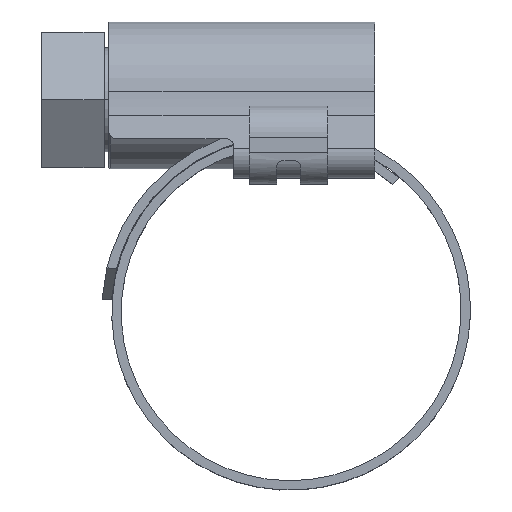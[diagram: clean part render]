
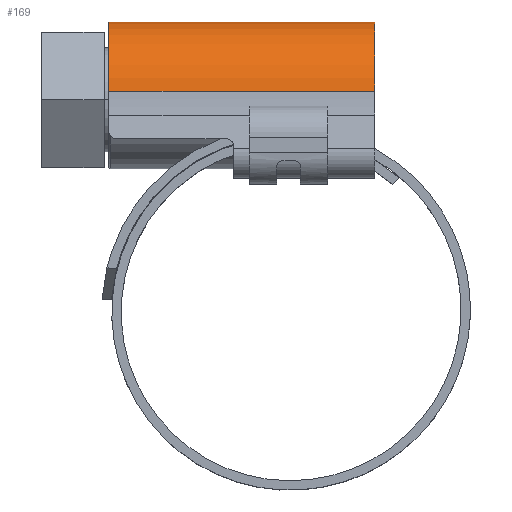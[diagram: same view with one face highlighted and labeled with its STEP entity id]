
A CAD part, top view. The second image highlights one B-rep face of the part: STEP entity #169.
In plain terms, the highlighted cylindrical face has radius 5 mm (diameter 10 mm), a partial arc.
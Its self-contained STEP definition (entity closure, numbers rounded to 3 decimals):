
#10 = VERTEX_POINT ( 'NONE', #3198 ) ;
#20 = ORIENTED_EDGE ( 'NONE', *, *, #889, .F. ) ;
#90 = AXIS2_PLACEMENT_3D ( 'NONE', #1961, #2304, #208 ) ;
#169 = ADVANCED_FACE ( 'NONE', ( #915 ), #2992, .T. ) ;
#208 = DIRECTION ( 'NONE',  ( 0., 0., 1. ) ) ;
#353 = DIRECTION ( 'NONE',  ( 1., 0., 0. ) ) ;
#457 = ORIENTED_EDGE ( 'NONE', *, *, #2336, .T. ) ;
#585 = VERTEX_POINT ( 'NONE', #3585 ) ;
#681 = DIRECTION ( 'NONE',  ( 1., 0., 0. ) ) ;
#889 = EDGE_CURVE ( 'NONE', #3256, #10, #1001, .T. ) ;
#895 = CIRCLE ( 'NONE', #2057, 5. ) ;
#915 = FACE_OUTER_BOUND ( 'NONE', #1635, .T. ) ;
#1001 = LINE ( 'NONE', #2189, #1006 ) ;
#1006 = VECTOR ( 'NONE', #2990, 1000. ) ;
#1264 = CARTESIAN_POINT ( 'NONE',  ( -11.5, 14.054, 4.969 ) ) ;
#1271 = CARTESIAN_POINT ( 'NONE',  ( -11.5, 13.5, 0. ) ) ;
#1619 = LINE ( 'NONE', #1264, #2464 ) ;
#1632 = CIRCLE ( 'NONE', #90, 5. ) ;
#1635 = EDGE_LOOP ( 'NONE', ( #3065, #20, #457, #2545 ) ) ;
#1911 = VERTEX_POINT ( 'NONE', #3650 ) ;
#1961 = CARTESIAN_POINT ( 'NONE',  ( -11.5, 13.5, 0. ) ) ;
#2057 = AXIS2_PLACEMENT_3D ( 'NONE', #3366, #2789, #3385 ) ;
#2189 = CARTESIAN_POINT ( 'NONE',  ( -11.5, 14.054, -4.969 ) ) ;
#2304 = DIRECTION ( 'NONE',  ( 1., 0., 0. ) ) ;
#2336 = EDGE_CURVE ( 'NONE', #3256, #585, #1632, .T. ) ;
#2464 = VECTOR ( 'NONE', #681, 1000. ) ;
#2545 = ORIENTED_EDGE ( 'NONE', *, *, #3509, .T. ) ;
#2686 = AXIS2_PLACEMENT_3D ( 'NONE', #1271, #353, #2933 ) ;
#2789 = DIRECTION ( 'NONE',  ( 1., 0., 0. ) ) ;
#2933 = DIRECTION ( 'NONE',  ( 0., 0., -1. ) ) ;
#2990 = DIRECTION ( 'NONE',  ( 1., 0., 0. ) ) ;
#2992 = CYLINDRICAL_SURFACE ( 'NONE', #2686, 5. ) ;
#3041 = EDGE_CURVE ( 'NONE', #10, #1911, #895, .T. ) ;
#3065 = ORIENTED_EDGE ( 'NONE', *, *, #3041, .F. ) ;
#3198 = CARTESIAN_POINT ( 'NONE',  ( 5.5, 14.054, -4.969 ) ) ;
#3256 = VERTEX_POINT ( 'NONE', #3291 ) ;
#3291 = CARTESIAN_POINT ( 'NONE',  ( -11.5, 14.054, -4.969 ) ) ;
#3366 = CARTESIAN_POINT ( 'NONE',  ( 5.5, 13.5, 0. ) ) ;
#3385 = DIRECTION ( 'NONE',  ( 0., 0., -1. ) ) ;
#3509 = EDGE_CURVE ( 'NONE', #585, #1911, #1619, .T. ) ;
#3585 = CARTESIAN_POINT ( 'NONE',  ( -11.5, 14.054, 4.969 ) ) ;
#3650 = CARTESIAN_POINT ( 'NONE',  ( 5.5, 14.054, 4.969 ) ) ;
